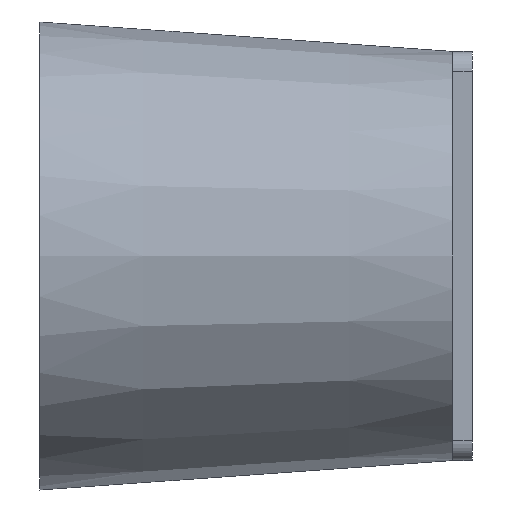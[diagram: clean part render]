
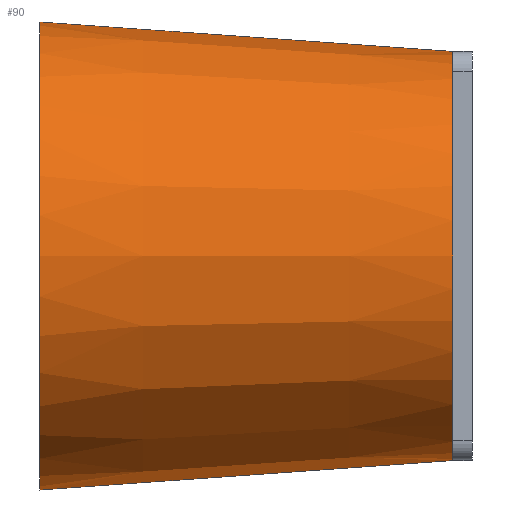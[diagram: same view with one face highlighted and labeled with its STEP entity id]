
A CAD part, left-side view. The second image highlights one B-rep face of the part: STEP entity #90.
In plain terms, the highlighted conical face has half-angle 4.086 degrees and reference radius 104 mm.
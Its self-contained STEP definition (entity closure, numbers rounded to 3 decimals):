
#3 = B_SPLINE_CURVE_WITH_KNOTS ( 'NONE', 3,
 ( #404, #669, #84, #408, #674, #88, #28, #555, #493, #768, #486, #117, #169, #102, #489, #617, #44, #225 ),
 .UNSPECIFIED., .F., .F.,
 ( 4, 2, 2, 2, 2, 2, 2, 2, 4 ),
 ( 0.25, 0.281, 0.313, 0.344, 0.375, 0.406, 0.438, 0.469, 0.5 ),
 .UNSPECIFIED. ) ;
#4 = CIRCLE ( 'NONE', #581, 119. ) ;
#26 = DIRECTION ( 'NONE',  ( 0., 0.997, 0.071 ) ) ;
#28 = CARTESIAN_POINT ( 'NONE',  ( -90.254, 10., -52.12 ) ) ;
#41 = LINE ( 'NONE', #344, #313 ) ;
#44 = CARTESIAN_POINT ( 'NONE',  ( -6.806, 10., -104. ) ) ;
#84 = CARTESIAN_POINT ( 'NONE',  ( -103.329, 10., -13.614 ) ) ;
#88 = CARTESIAN_POINT ( 'NONE',  ( -93.478, 10., -46.088 ) ) ;
#90 = ADVANCED_FACE ( 'NONE', ( #464 ), #624, .T. ) ;
#102 = CARTESIAN_POINT ( 'NONE',  ( -33.51, 10., -98.689 ) ) ;
#104 = EDGE_CURVE ( 'NONE', #187, #296, #4, .T. ) ;
#117 = CARTESIAN_POINT ( 'NONE',  ( -52.119, 10., -90.255 ) ) ;
#133 = ORIENTED_EDGE ( 'NONE', *, *, #228, .F. ) ;
#141 = CARTESIAN_POINT ( 'NONE',  ( 0., 10., 0. ) ) ;
#154 = DIRECTION ( 'NONE',  ( 0., 1., 0. ) ) ;
#166 = DIRECTION ( 'NONE',  ( 0., 0.997, -0.071 ) ) ;
#169 = CARTESIAN_POINT ( 'NONE',  ( -46.087, 10., -93.479 ) ) ;
#178 = CIRCLE ( 'NONE', #670, 104. ) ;
#187 = VERTEX_POINT ( 'NONE', #402 ) ;
#225 = CARTESIAN_POINT ( 'NONE',  ( 0.001, 10., -104. ) ) ;
#226 = CARTESIAN_POINT ( 'NONE',  ( 0., 220., 119. ) ) ;
#228 = EDGE_CURVE ( 'NONE', #517, #187, #602, .T. ) ;
#243 = VERTEX_POINT ( 'NONE', #426 ) ;
#268 = EDGE_LOOP ( 'NONE', ( #133, #553, #727, #525, #748 ) ) ;
#288 = VERTEX_POINT ( 'NONE', #751 ) ;
#296 = VERTEX_POINT ( 'NONE', #226 ) ;
#313 = VECTOR ( 'NONE', #26, 1000. ) ;
#331 = EDGE_CURVE ( 'NONE', #288, #296, #41, .T. ) ;
#344 = CARTESIAN_POINT ( 'NONE',  ( 0., 10., 104. ) ) ;
#392 = CARTESIAN_POINT ( 'NONE',  ( 0.001, 10., -104. ) ) ;
#395 = DIRECTION ( 'NONE',  ( 0., 0., 1. ) ) ;
#402 = CARTESIAN_POINT ( 'NONE',  ( 0., 220., -119. ) ) ;
#404 = CARTESIAN_POINT ( 'NONE',  ( -104., 10., -0.001 ) ) ;
#408 = CARTESIAN_POINT ( 'NONE',  ( -100.674, 10., -26.966 ) ) ;
#426 = CARTESIAN_POINT ( 'NONE',  ( -104., 10., -0.001 ) ) ;
#464 = FACE_OUTER_BOUND ( 'NONE', #268, .T. ) ;
#486 = CARTESIAN_POINT ( 'NONE',  ( -63.439, 10., -82.691 ) ) ;
#489 = CARTESIAN_POINT ( 'NONE',  ( -26.965, 10., -100.674 ) ) ;
#493 = CARTESIAN_POINT ( 'NONE',  ( -78.352, 10., -68.726 ) ) ;
#517 = VERTEX_POINT ( 'NONE', #392 ) ;
#522 = VECTOR ( 'NONE', #166, 1000. ) ;
#525 = ORIENTED_EDGE ( 'NONE', *, *, #331, .T. ) ;
#529 = DIRECTION ( 'NONE',  ( 0., 0., 1. ) ) ;
#547 = CARTESIAN_POINT ( 'NONE',  ( 0., 10., 0. ) ) ;
#553 = ORIENTED_EDGE ( 'NONE', *, *, #728, .F. ) ;
#555 = CARTESIAN_POINT ( 'NONE',  ( -82.691, 10., -63.439 ) ) ;
#581 = AXIS2_PLACEMENT_3D ( 'NONE', #809, #154, #395 ) ;
#602 = LINE ( 'NONE', #691, #522 ) ;
#617 = CARTESIAN_POINT ( 'NONE',  ( -13.613, 10., -103.33 ) ) ;
#621 = DIRECTION ( 'NONE',  ( 0., -1., 0. ) ) ;
#624 = CONICAL_SURFACE ( 'NONE', #684, 104., 0.071 ) ;
#633 = DIRECTION ( 'NONE',  ( 0., 0., 1. ) ) ;
#669 = CARTESIAN_POINT ( 'NONE',  ( -104., 10., -6.807 ) ) ;
#670 = AXIS2_PLACEMENT_3D ( 'NONE', #547, #621, #633 ) ;
#674 = CARTESIAN_POINT ( 'NONE',  ( -98.688, 10., -33.511 ) ) ;
#684 = AXIS2_PLACEMENT_3D ( 'NONE', #141, #726, #529 ) ;
#691 = CARTESIAN_POINT ( 'NONE',  ( 0., 10., -104. ) ) ;
#726 = DIRECTION ( 'NONE',  ( 0., 1., 0. ) ) ;
#727 = ORIENTED_EDGE ( 'NONE', *, *, #765, .F. ) ;
#728 = EDGE_CURVE ( 'NONE', #243, #517, #3, .T. ) ;
#748 = ORIENTED_EDGE ( 'NONE', *, *, #104, .F. ) ;
#751 = CARTESIAN_POINT ( 'NONE',  ( 0., 10., 104. ) ) ;
#765 = EDGE_CURVE ( 'NONE', #288, #243, #178, .T. ) ;
#768 = CARTESIAN_POINT ( 'NONE',  ( -68.726, 10., -78.353 ) ) ;
#809 = CARTESIAN_POINT ( 'NONE',  ( 0., 220., 0. ) ) ;
